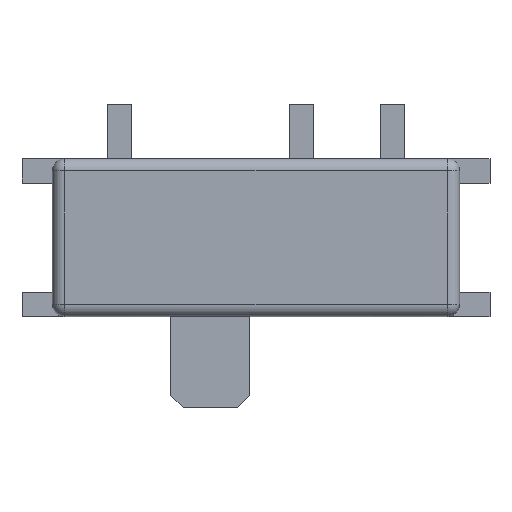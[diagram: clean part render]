
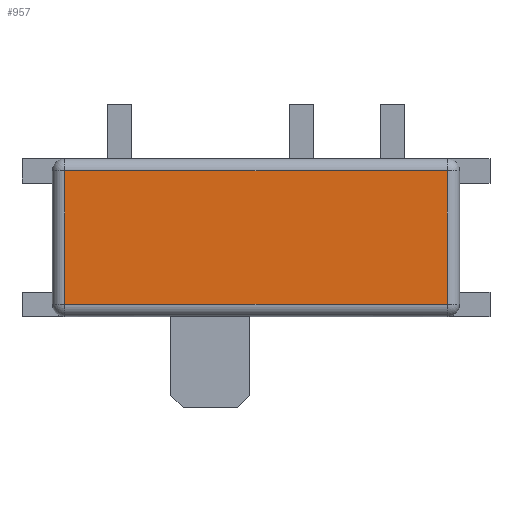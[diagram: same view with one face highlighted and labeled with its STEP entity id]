
A CAD part, top view. The second image highlights one B-rep face of the part: STEP entity #957.
In plain terms, the highlighted planar face has unit normal (0, 0, 1).
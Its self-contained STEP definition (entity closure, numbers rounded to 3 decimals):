
#171=DIRECTION('',(0.,-1.,0.));
#172=VECTOR('',#171,2.2);
#173=CARTESIAN_POINT('',(-3.15,1.1,0.7));
#174=LINE('',#173,#172);
#175=DIRECTION('',(-1.,0.,0.));
#176=VECTOR('',#175,6.3);
#177=CARTESIAN_POINT('',(3.15,1.1,0.7));
#178=LINE('',#177,#176);
#179=DIRECTION('',(0.,1.,0.));
#180=VECTOR('',#179,2.2);
#181=CARTESIAN_POINT('',(3.15,-1.1,0.7));
#182=LINE('',#181,#180);
#197=DIRECTION('',(1.,0.,0.));
#198=VECTOR('',#197,6.3);
#199=CARTESIAN_POINT('',(-3.15,-1.1,0.7));
#200=LINE('',#199,#198);
#794=CARTESIAN_POINT('',(-3.15,1.1,0.7));
#795=CARTESIAN_POINT('',(-3.15,-1.1,0.7));
#796=VERTEX_POINT('',#794);
#797=VERTEX_POINT('',#795);
#802=CARTESIAN_POINT('',(3.15,1.1,0.7));
#803=VERTEX_POINT('',#802);
#808=CARTESIAN_POINT('',(3.15,-1.1,0.7));
#809=VERTEX_POINT('',#808);
#943=CARTESIAN_POINT('',(0.,0.,0.7));
#944=DIRECTION('',(0.,0.,1.));
#945=DIRECTION('',(1.,0.,0.));
#946=AXIS2_PLACEMENT_3D('',#943,#944,#945);
#947=PLANE('',#946);
#949=ORIENTED_EDGE('',*,*,#948,.F.);
#951=ORIENTED_EDGE('',*,*,#950,.F.);
#952=ORIENTED_EDGE('',*,*,#933,.F.);
#954=ORIENTED_EDGE('',*,*,#953,.F.);
#955=EDGE_LOOP('',(#949,#951,#952,#954));
#956=FACE_OUTER_BOUND('',#955,.F.);
#957=ADVANCED_FACE('',(#956),#947,.T.);
#933=EDGE_CURVE('',#803,#796,#178,.T.);
#948=EDGE_CURVE('',#797,#809,#200,.T.);
#950=EDGE_CURVE('',#796,#797,#174,.T.);
#953=EDGE_CURVE('',#809,#803,#182,.T.);
